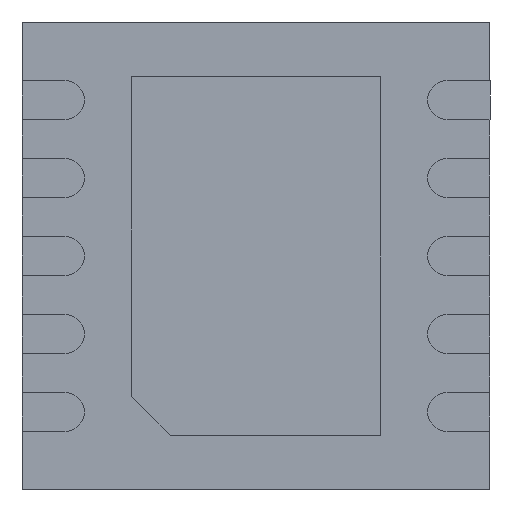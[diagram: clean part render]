
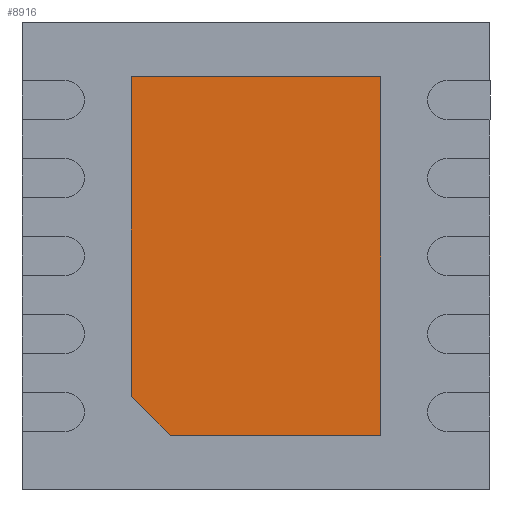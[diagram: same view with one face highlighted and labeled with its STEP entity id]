
A CAD part, front view. The second image highlights one B-rep face of the part: STEP entity #8916.
In plain terms, the highlighted planar face has unit normal (0, -1, 0).
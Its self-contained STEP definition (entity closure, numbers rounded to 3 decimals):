
#443 = CARTESIAN_POINT ( 'NONE',  ( -0.55, -0.02, -1.15 ) ) ;
#495 = VERTEX_POINT ( 'NONE', #7133 ) ;
#749 = EDGE_CURVE ( 'NONE', #9117, #495, #9270, .T. ) ;
#1241 = DIRECTION ( 'NONE',  ( 0., 0., -1. ) ) ;
#1509 = VERTEX_POINT ( 'NONE', #4634 ) ;
#1729 = DIRECTION ( 'NONE',  ( -1., 0., 0. ) ) ;
#2090 = VERTEX_POINT ( 'NONE', #8626 ) ;
#2111 = CARTESIAN_POINT ( 'NONE',  ( -0.8, -0.02, 1.15 ) ) ;
#2271 = DIRECTION ( 'NONE',  ( -0.707, 0., 0.707 ) ) ;
#2374 = ORIENTED_EDGE ( 'NONE', *, *, #749, .F. ) ;
#2463 = DIRECTION ( 'NONE',  ( 0., 0., -1. ) ) ;
#2592 = CARTESIAN_POINT ( 'NONE',  ( 0.8, -0.02, -1.15 ) ) ;
#2697 = CARTESIAN_POINT ( 'NONE',  ( 0., -0.02, 0. ) ) ;
#2969 = VECTOR ( 'NONE', #7282, 1000. ) ;
#3499 = DIRECTION ( 'NONE',  ( 0., -1., 0. ) ) ;
#3503 = VECTOR ( 'NONE', #1729, 1000. ) ;
#3696 = EDGE_LOOP ( 'NONE', ( #8742, #2374, #3873, #6083, #4570 ) ) ;
#3764 = LINE ( 'NONE', #8339, #3503 ) ;
#3873 = ORIENTED_EDGE ( 'NONE', *, *, #8136, .F. ) ;
#4180 = AXIS2_PLACEMENT_3D ( 'NONE', #2697, #3499, #1241 ) ;
#4570 = ORIENTED_EDGE ( 'NONE', *, *, #6664, .F. ) ;
#4634 = CARTESIAN_POINT ( 'NONE',  ( 0.8, -0.02, 1.15 ) ) ;
#4865 = FACE_OUTER_BOUND ( 'NONE', #3696, .T. ) ;
#4880 = DIRECTION ( 'NONE',  ( -1., 0., 0. ) ) ;
#5066 = CARTESIAN_POINT ( 'NONE',  ( -0.8, -0.02, -0.9 ) ) ;
#6044 = VERTEX_POINT ( 'NONE', #5066 ) ;
#6083 = ORIENTED_EDGE ( 'NONE', *, *, #7372, .T. ) ;
#6124 = EDGE_CURVE ( 'NONE', #495, #6044, #6677, .T. ) ;
#6664 = EDGE_CURVE ( 'NONE', #6044, #2090, #8722, .T. ) ;
#6677 = LINE ( 'NONE', #8879, #8675 ) ;
#6861 = LINE ( 'NONE', #9071, #7976 ) ;
#7133 = CARTESIAN_POINT ( 'NONE',  ( -0.55, -0.02, -1.15 ) ) ;
#7282 = DIRECTION ( 'NONE',  ( 0., 0., 1. ) ) ;
#7372 = EDGE_CURVE ( 'NONE', #1509, #2090, #3764, .T. ) ;
#7976 = VECTOR ( 'NONE', #2463, 1000. ) ;
#8136 = EDGE_CURVE ( 'NONE', #1509, #9117, #6861, .T. ) ;
#8339 = CARTESIAN_POINT ( 'NONE',  ( 0., -0.02, 1.15 ) ) ;
#8626 = CARTESIAN_POINT ( 'NONE',  ( -0.8, -0.02, 1.15 ) ) ;
#8675 = VECTOR ( 'NONE', #2271, 1000. ) ;
#8722 = LINE ( 'NONE', #2111, #2969 ) ;
#8742 = ORIENTED_EDGE ( 'NONE', *, *, #6124, .F. ) ;
#8879 = CARTESIAN_POINT ( 'NONE',  ( -0.8, -0.02, -0.9 ) ) ;
#8914 = VECTOR ( 'NONE', #4880, 1000. ) ;
#8916 = ADVANCED_FACE ( 'NONE', ( #4865 ), #9251, .T. ) ;
#9071 = CARTESIAN_POINT ( 'NONE',  ( 0.8, -0.02, 1.15 ) ) ;
#9117 = VERTEX_POINT ( 'NONE', #2592 ) ;
#9251 = PLANE ( 'NONE',  #4180 ) ;
#9270 = LINE ( 'NONE', #443, #8914 ) ;
